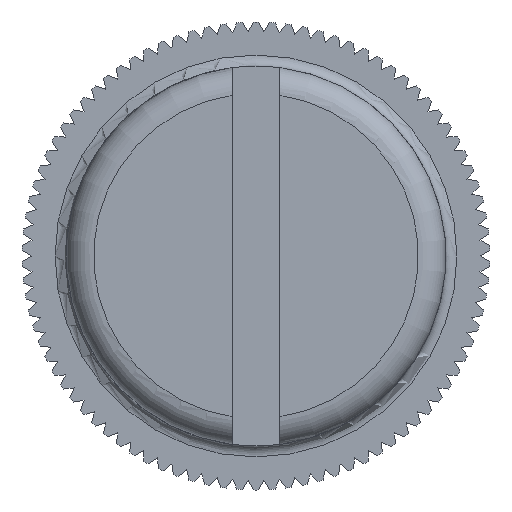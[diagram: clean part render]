
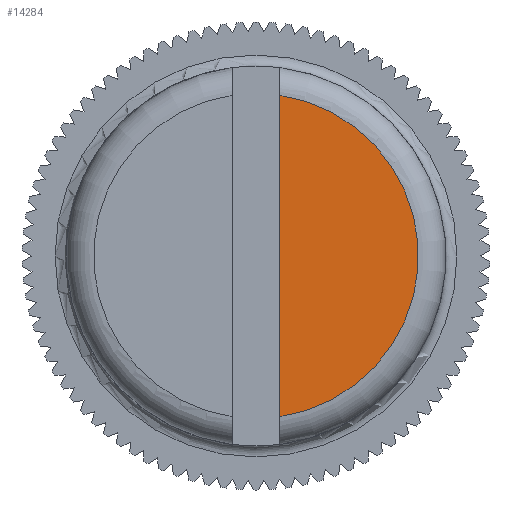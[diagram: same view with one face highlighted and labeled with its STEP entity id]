
A CAD part, left-side view. The second image highlights one B-rep face of the part: STEP entity #14284.
In plain terms, the highlighted planar face has unit normal (-1, 0, 0).
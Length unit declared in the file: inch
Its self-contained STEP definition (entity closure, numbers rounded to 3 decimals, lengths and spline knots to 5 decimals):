
#10175 = CARTESIAN_POINT ( 'NONE',  ( 0., -0.02175, 0.14589 ) ) ;
#10205 = CARTESIAN_POINT ( 'NONE',  ( 0., -0.02175, -0.14589 ) ) ;
#10253 = DIRECTION ( 'NONE',  ( 0., 0., -1. ) ) ;
#10254 = DIRECTION ( 'NONE',  ( 1., 0., 0. ) ) ;
#10255 = CARTESIAN_POINT ( 'NONE',  ( 0., 0., 0. ) ) ;
#10264 = PLANE ( 'NONE',  #10267 ) ;
#10267 = AXIS2_PLACEMENT_3D ( 'NONE', #10255, #10254, #10253 ) ;
#10272 = FACE_OUTER_BOUND ( 'NONE', #14285, .T. ) ;
#10279 = AXIS2_PLACEMENT_3D ( 'NONE', #10285, #10284, #10283 ) ;
#10283 = DIRECTION ( 'NONE',  ( 0., 0., -1. ) ) ;
#10284 = DIRECTION ( 'NONE',  ( -1., 0., 0. ) ) ;
#10285 = CARTESIAN_POINT ( 'NONE',  ( 0., 0., 0. ) ) ;
#10290 = CIRCLE ( 'NONE', #10279, 0.1475 ) ;
#14246 = VERTEX_POINT ( 'NONE', #10175 ) ;
#14260 = VERTEX_POINT ( 'NONE', #10205 ) ;
#14262 = ORIENTED_EDGE ( 'NONE', *, *, #14303, .T. ) ;
#14284 = ADVANCED_FACE ( 'NONE', ( #10272 ), #10264, .F. ) ;
#14285 = EDGE_LOOP ( 'NONE', ( #14302, #14262 ) ) ;
#14302 = ORIENTED_EDGE ( 'NONE', *, *, #14304, .T. ) ;
#14303 = EDGE_CURVE ( 'NONE', #14260, #14246, #10290, .T. ) ;
#14304 = EDGE_CURVE ( 'NONE', #14246, #14260, #14661, .T. ) ;
#14649 = DIRECTION ( 'NONE',  ( 0., 0., -1. ) ) ;
#14650 = VECTOR ( 'NONE', #14649, 39.37008 ) ;
#14651 = CARTESIAN_POINT ( 'NONE',  ( 0., -0.02175, 0.25 ) ) ;
#14661 = LINE ( 'NONE', #14651, #14650 ) ;
